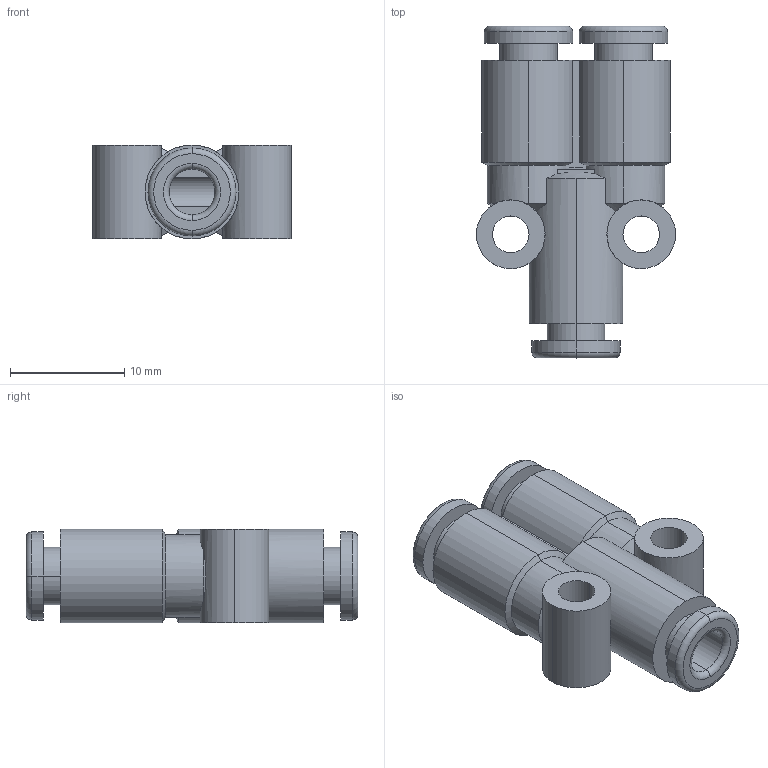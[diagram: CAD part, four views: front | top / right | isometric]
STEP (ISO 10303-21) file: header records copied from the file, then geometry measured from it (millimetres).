
FILE_DESCRIPTION (( 'STEP AP214' ), '1' );
FILE_NAME ('KQ2U04-00A.step.step', '2015-12-17T20:49:31', ( 'Windows User' ), ( '' ), 'SwSTEP 2.0', 'SolidWorks 2016', '' );
FILE_SCHEMA (( 'AUTOMOTIVE_DESIGN' ));
Length unit declared in the file: millimetre
Products named in the file (2): KQ2U04-00A.step_KQ2U-metric_KQ2U04-00A; KQ2U04-00A.step
Assembly tree (1 placements, depth 2):
  KQ2U04-00A.step
    KQ2U04-00A.step_KQ2U-metric_KQ2U04-00A
Bounding box: 17.4 x 29 x 8.2 mm (x, y, z)
Volume: 1934.6 mm3; surface area: 2332.5 mm2
Topology: 1 solids, 1 shells, 102 faces, 257 edges, 161 vertices
Faces by surface type: cylinder 46, plane 22, cone 20, torus 14
Entity records: 3585 total; most frequent: CARTESIAN_POINT 806, DIRECTION 560, ORIENTED_EDGE 506, EDGE_CURVE 253, AXIS2_PLACEMENT_3D 243, VERTEX_POINT 161, CIRCLE 137, EDGE_LOOP 118
